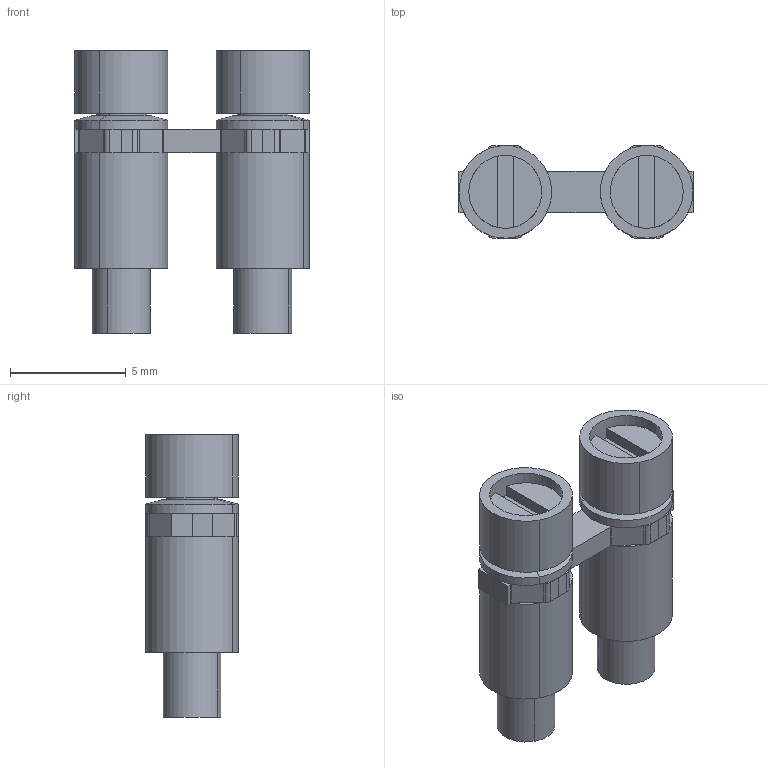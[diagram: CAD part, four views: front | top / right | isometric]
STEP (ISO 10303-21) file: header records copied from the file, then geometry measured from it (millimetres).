
FILE_DESCRIPTION(('CATIA V5 STEP Exchange','CAx-IF Rec.Pracs.--- Model Styling and Organization---1.4--- 2014-01-23'),'2;1');
FILE_NAME ('005513-4_0_1071500000_1071500000.stp','2021-05-07T09:48:33+00:00',('none'),('Weidmueller'),'CATIA Version 5-6 Release 2016 SP3 HF44','CATIA V5 STEP AP214','none');
FILE_SCHEMA(('AUTOMOTIVE_DESIGN { 1 0 10303 214 1 1 1 1 }'));
Length unit declared in the file: millimetre
Products named in the file (1): 1071500000
Bounding box: 10.1 x 4 x 12.2 mm (x, y, z)
Volume: 270.9 mm3; surface area: 556.4 mm2
Topology: 7 solids, 7 shells, 118 faces, 278 edges, 184 vertices
Faces by surface type: plane 66, cylinder 44, cone 8
Entity records: 3184 total; most frequent: ORIENTED_EDGE 556, CARTESIAN_POINT 550, DIRECTION 452, EDGE_CURVE 278, AXIS2_PLACEMENT_3D 196, VERTEX_POINT 184, VECTOR 170, LINE 170
